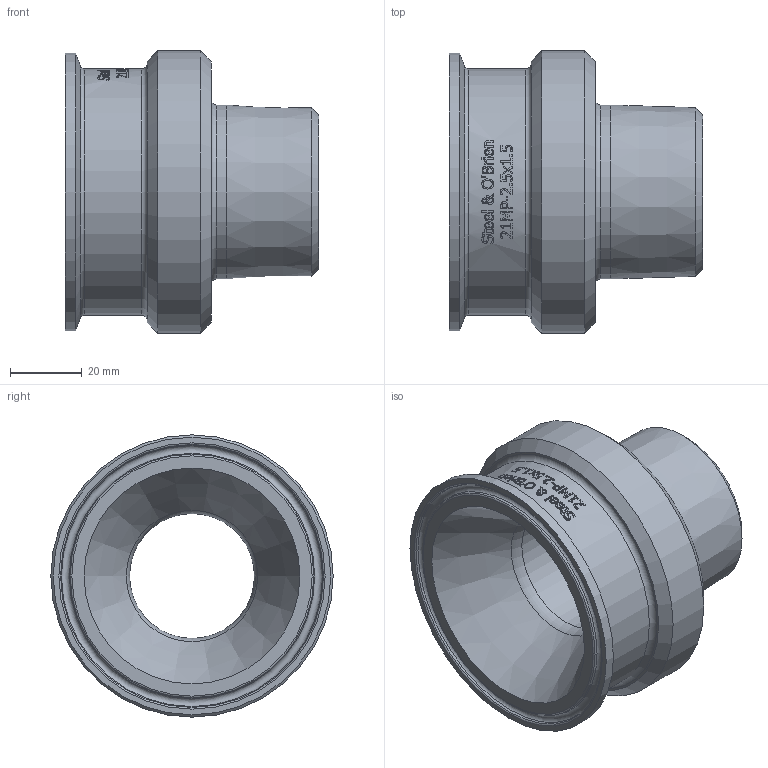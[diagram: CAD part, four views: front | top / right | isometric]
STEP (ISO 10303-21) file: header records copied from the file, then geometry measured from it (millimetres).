
FILE_DESCRIPTION(/* description */ (''),/* implementation_level */ '2;1');
FILE_NAME(/* name */ '21MP-2.5X1.5.stp',/* time_stamp */ '2019-01-31T09:09:15-05:00',/* author */ ('rick'),/* organization */ (''),/* preprocessor_version */ 'ST-DEVELOPER v15.2',/* originating_system */ 'Autodesk Inventor 2014',/* authorisation */ '');
FILE_SCHEMA (('AUTOMOTIVE_DESIGN { 1 0 10303 214 3 1 1 }'));
Length unit declared in the file: inch
Products named in the file (1): AAV02620
Bounding box: 70.64 x 78.74 x 78.74 mm (x, y, z)
Volume: 140415.5 mm3; surface area: 29452 mm2
Topology: 1 solids, 1 shells, 410 faces, 1093 edges, 723 vertices
Faces by surface type: bspline 177, plane 176, cylinder 40, cone 9, torus 8
Full cylindrical faces by diameter (mm): 34.798 x1, 48.527 x1, 68.783 x1, 77.394 x1, 78.74 x1
Entity records: 15833 total; most frequent: CARTESIAN_POINT 6638, ORIENTED_EDGE 2142, DIRECTION 1410, EDGE_CURVE 1071, VERTEX_POINT 723, LINE 492, VECTOR 492, EDGE_LOOP 472
